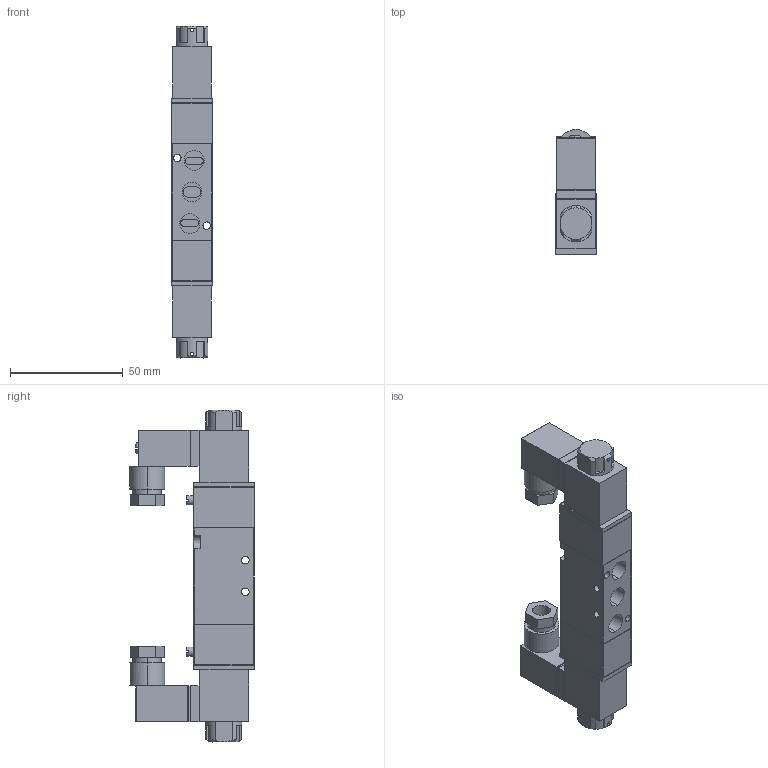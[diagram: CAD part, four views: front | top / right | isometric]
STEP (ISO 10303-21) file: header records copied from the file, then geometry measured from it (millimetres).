
FILE_DESCRIPTION (( 'STEP AP203' ), '1' );
FILE_NAME ('4V120-1-8.STEP', '2016-01-25T19:25:04', ( '' ), ( '' ), 'SwSTEP 2.0', 'SolidWorks 2016', '' );
FILE_SCHEMA (( 'CONFIG_CONTROL_DESIGN' ));
Length unit declared in the file: millimetre
Products named in the file (1): 4V120-1-8
Bounding box: 18 x 55.25 x 147 mm (x, y, z)
Volume: 76459.1 mm3; surface area: 21860.9 mm2
Topology: 1 solids, 1 shells, 324 faces, 803 edges, 514 vertices
Faces by surface type: plane 224, cylinder 80, cone 14, bspline 6
Entity records: 9852 total; most frequent: CARTESIAN_POINT 2052, ORIENTED_EDGE 1606, DIRECTION 1579, EDGE_CURVE 803, LINE 553, VECTOR 553, VERTEX_POINT 514, AXIS2_PLACEMENT_3D 513
